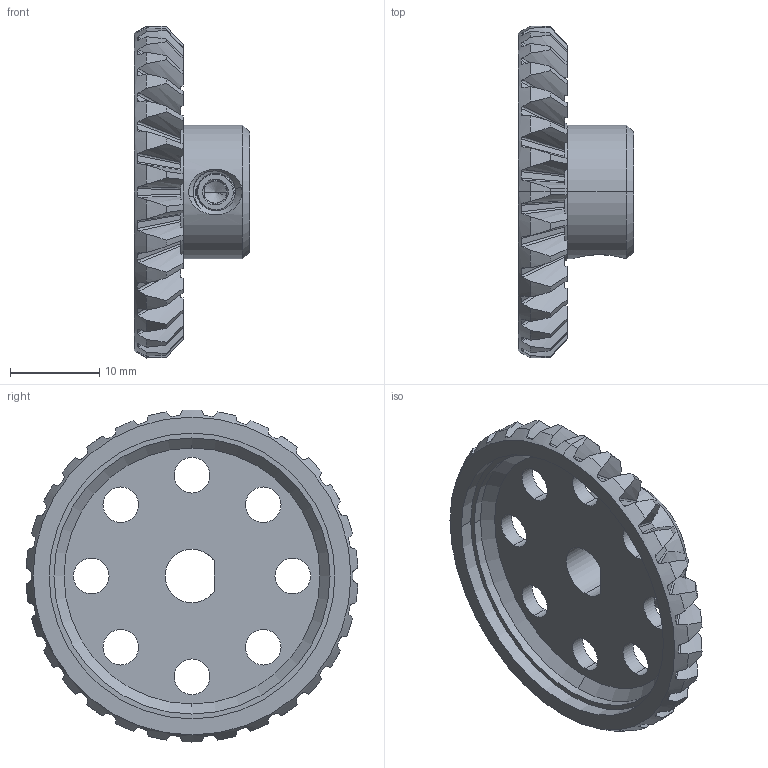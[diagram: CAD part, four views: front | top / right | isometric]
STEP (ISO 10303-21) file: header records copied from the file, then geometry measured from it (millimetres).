
FILE_DESCRIPTION (( 'STEP AP203' ), '1' );
FILE_NAME ('2315-1006-0030 assembly.STEP', '2020-12-10T19:04:15', ( '' ), ( '' ), 'SwSTEP 2.0', 'SolidWorks 2016', '' );
FILE_SCHEMA (( 'CONFIG_CONTROL_DESIGN' ));
Length unit declared in the file: millimetre
Products named in the file (3): 2315-1006-0030 assembly; 2806-0005-0004_91390A117; 2315-1006-0030
Assembly tree (2 placements, depth 2):
  2315-1006-0030 assembly
    2315-1006-0030
    2806-0005-0004_91390A117
Bounding box: 13 x 37.24 x 37.28 mm (x, y, z)
Volume: 3068.3 mm3; surface area: 3868.7 mm2
Topology: 2 solids, 2 shells, 387 faces, 1117 edges, 733 vertices
Faces by surface type: bspline 158, cylinder 121, cone 58, plane 50
Entity records: 19895 total; most frequent: CARTESIAN_POINT 11178, ORIENTED_EDGE 2226, DIRECTION 1173, EDGE_CURVE 1113, VERTEX_POINT 733, B_SPLINE_CURVE_WITH_KNOTS 579, AXIS2_PLACEMENT_3D 476, EDGE_LOOP 410
